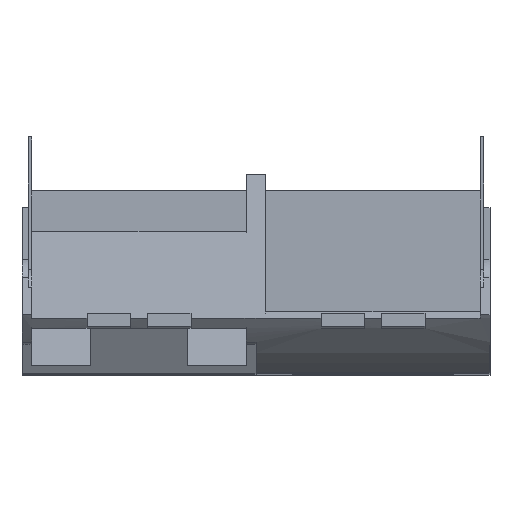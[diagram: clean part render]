
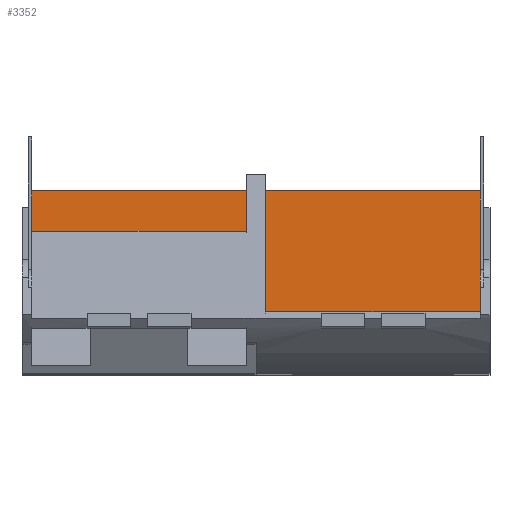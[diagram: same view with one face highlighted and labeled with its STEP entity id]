
A CAD part, top view. The second image highlights one B-rep face of the part: STEP entity #3352.
In plain terms, the highlighted planar face has unit normal (0, 0, 1).
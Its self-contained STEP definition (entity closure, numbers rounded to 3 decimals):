
#3309=AXIS2_PLACEMENT_3D('Plane Axis2P3D',#3306,#3307,#3308) ;
#3283=CARTESIAN_POINT('Vertex',(44.05,2.745,1.)) ;
#3286=CARTESIAN_POINT('Line Origine',(22.5,2.745,1.)) ;
#3290=CARTESIAN_POINT('Vertex',(0.95,2.745,1.)) ;
#3306=CARTESIAN_POINT('Axis2P3D Location',(33.75,2.745,1.)) ;
#3311=CARTESIAN_POINT('Line Origine',(33.575,17.762,1.)) ;
#3315=CARTESIAN_POINT('Vertex',(44.05,17.762,1.)) ;
#3317=CARTESIAN_POINT('Vertex',(23.1,17.762,1.)) ;
#3320=CARTESIAN_POINT('Line Origine',(22.5,17.762,1.)) ;
#3324=CARTESIAN_POINT('Vertex',(21.9,17.762,1.)) ;
#3327=CARTESIAN_POINT('Line Origine',(11.425,17.762,1.)) ;
#3331=CARTESIAN_POINT('Vertex',(0.95,17.762,1.)) ;
#3334=CARTESIAN_POINT('Line Origine',(0.95,10.253,1.)) ;
#3339=CARTESIAN_POINT('Line Origine',(44.05,10.253,1.)) ;
#3287=DIRECTION('Vector Direction',(1.,0.,0.)) ;
#3307=DIRECTION('Axis2P3D Direction',(0.,0.,1.)) ;
#3308=DIRECTION('Axis2P3D XDirection',(0.,1.,0.)) ;
#3312=DIRECTION('Vector Direction',(1.,0.,0.)) ;
#3321=DIRECTION('Vector Direction',(-1.,0.,0.)) ;
#3328=DIRECTION('Vector Direction',(1.,0.,0.)) ;
#3335=DIRECTION('Vector Direction',(0.,1.,0.)) ;
#3340=DIRECTION('Vector Direction',(0.,1.,0.)) ;
#3288=VECTOR('Line Direction',#3287,1.) ;
#3313=VECTOR('Line Direction',#3312,1.) ;
#3322=VECTOR('Line Direction',#3321,1.) ;
#3329=VECTOR('Line Direction',#3328,1.) ;
#3336=VECTOR('Line Direction',#3335,1.) ;
#3341=VECTOR('Line Direction',#3340,1.) ;
#3345=ORIENTED_EDGE('',*,*,#3319,.T.) ;
#3346=ORIENTED_EDGE('',*,*,#3326,.T.) ;
#3347=ORIENTED_EDGE('',*,*,#3333,.T.) ;
#3348=ORIENTED_EDGE('',*,*,#3338,.F.) ;
#3349=ORIENTED_EDGE('',*,*,#3292,.F.) ;
#3350=ORIENTED_EDGE('',*,*,#3343,.F.) ;
#3352=ADVANCED_FACE('SIDE',(#3351),#3310,.T.) ;
#3292=EDGE_CURVE('',#3284,#3291,#3289,.F.) ;
#3319=EDGE_CURVE('',#3316,#3318,#3314,.F.) ;
#3326=EDGE_CURVE('',#3318,#3325,#3323,.T.) ;
#3333=EDGE_CURVE('',#3325,#3332,#3330,.F.) ;
#3338=EDGE_CURVE('',#3291,#3332,#3337,.T.) ;
#3343=EDGE_CURVE('',#3316,#3284,#3342,.F.) ;
#3344=EDGE_LOOP('',(#3345,#3346,#3347,#3348,#3349,#3350)) ;
#3351=FACE_OUTER_BOUND('',#3344,.T.) ;
#3289=LINE('Line',#3286,#3288) ;
#3314=LINE('Line',#3311,#3313) ;
#3323=LINE('Line',#3320,#3322) ;
#3330=LINE('Line',#3327,#3329) ;
#3337=LINE('Line',#3334,#3336) ;
#3342=LINE('Line',#3339,#3341) ;
#3310=PLANE('',#3309) ;
#3284=VERTEX_POINT('',#3283) ;
#3291=VERTEX_POINT('',#3290) ;
#3316=VERTEX_POINT('',#3315) ;
#3318=VERTEX_POINT('',#3317) ;
#3325=VERTEX_POINT('',#3324) ;
#3332=VERTEX_POINT('',#3331) ;
